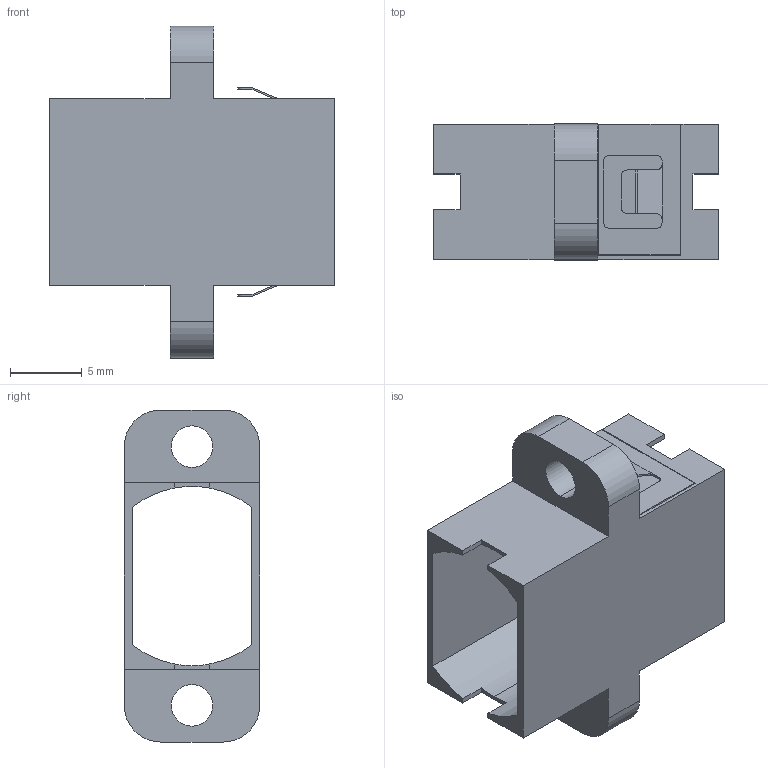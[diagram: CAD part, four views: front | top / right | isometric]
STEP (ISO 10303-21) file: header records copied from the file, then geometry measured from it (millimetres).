
FILE_DESCRIPTION (( 'STEP AP214' ), '1' );
FILE_NAME ('FOA-991A.STEP', '2020-07-16T22:07:24', ( '' ), ( '' ), 'SwSTEP 2.0', 'SolidWorks 2018', '' );
FILE_SCHEMA (( 'AUTOMOTIVE_DESIGN' ));
Length unit declared in the file: inch
Products named in the file (1): FOA-991A
Bounding box: 19.86 x 9.45 x 23.14 mm (x, y, z)
Volume: 750.9 mm3; surface area: 1971 mm2
Topology: 1 solids, 1 shells, 99 faces, 283 edges, 186 vertices
Faces by surface type: plane 70, cylinder 29
Entity records: 3744 total; most frequent: CARTESIAN_POINT 593, ORIENTED_EDGE 566, DIRECTION 533, EDGE_CURVE 283, LINE 217, VECTOR 217, VERTEX_POINT 186, AXIS2_PLACEMENT_3D 158
